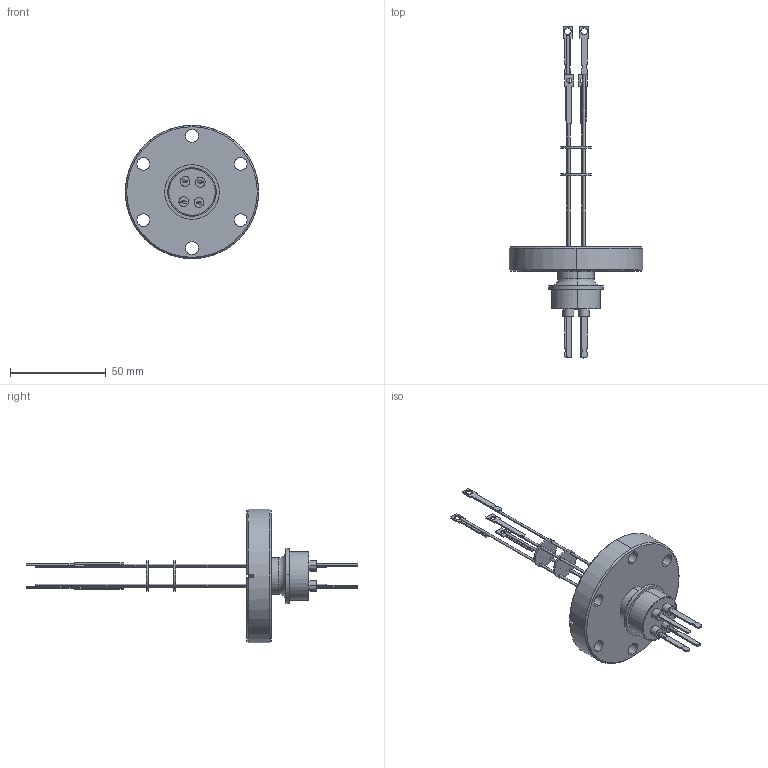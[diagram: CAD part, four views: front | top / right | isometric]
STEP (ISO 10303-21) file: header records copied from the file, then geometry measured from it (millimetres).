
FILE_DESCRIPTION (( 'STEP AP203' ), '1' );
FILE_NAME ('A2612-1-CF.STEP', '2011-11-17T18:15:58', ( '' ), ( '' ), 'SwSTEP 2.0', 'SolidWorks 2011', '' );
FILE_SCHEMA (( 'CONFIG_CONTROL_DESIGN' ));
Length unit declared in the file: inch
Products named in the file (1): A2612-1-CF
Bounding box: 69.85 x 173.74 x 69.85 mm (x, y, z)
Volume: 45869.3 mm3; surface area: 21463.4 mm2
Topology: 1 solids, 5 shells, 302 faces, 772 edges, 511 vertices
Faces by surface type: cylinder 160, plane 115, cone 15, torus 12
Entity records: 9806 total; most frequent: CARTESIAN_POINT 1968, DIRECTION 1717, ORIENTED_EDGE 1544, EDGE_CURVE 772, AXIS2_PLACEMENT_3D 668, VERTEX_POINT 511, EDGE_LOOP 389, LINE 381
